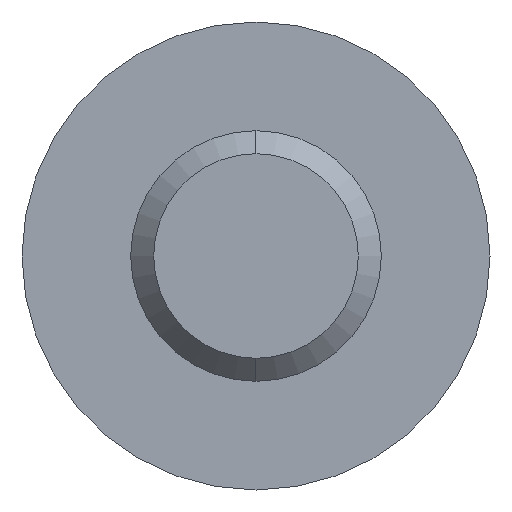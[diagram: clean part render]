
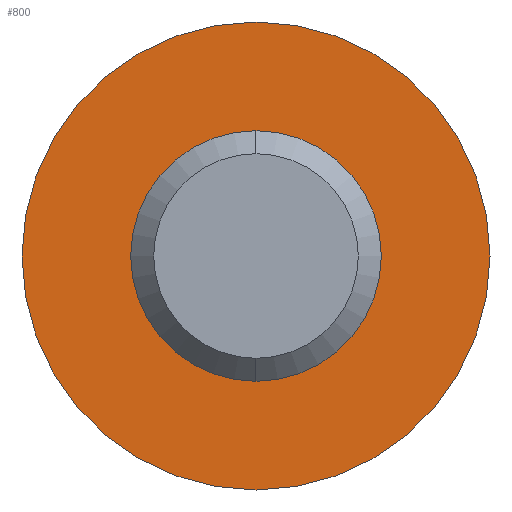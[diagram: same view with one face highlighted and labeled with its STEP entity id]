
A CAD part, left-side view. The second image highlights one B-rep face of the part: STEP entity #800.
In plain terms, the highlighted planar face has unit normal (-1, 0, 0).
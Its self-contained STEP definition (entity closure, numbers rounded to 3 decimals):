
#123=CARTESIAN_POINT('',(0.,-2.8,0.0));
#124=VERTEX_POINT('',#123);
#133=CARTESIAN_POINT('',(0.,2.8,0.));
#134=VERTEX_POINT('',#133);
#135=CARTESIAN_POINT('',(0.0,0.0,0.0));
#136=DIRECTION('',(1.0,0.0,0.0));
#137=DIRECTION('',(0.0,-1.0,0.0));
#138=AXIS2_PLACEMENT_3D('',#135,#136,#137);
#139=CIRCLE('',#138,2.8);
#140=EDGE_CURVE('',#124,#134,#139,.T.);
#692=CARTESIAN_POINT('',(0.0,0.0,0.0));
#693=DIRECTION('',(1.0,0.0,0.0));
#694=DIRECTION('',(0.0,-1.0,0.0));
#695=AXIS2_PLACEMENT_3D('',#692,#693,#694);
#696=CIRCLE('',#695,2.8);
#697=EDGE_CURVE('',#134,#124,#696,.T.);
#791=CARTESIAN_POINT('',(0.,-3.08,3.08));
#792=DIRECTION('',(-1.0,0.0,0.0));
#793=DIRECTION('',(0.0,0.0,-1.0));
#794=AXIS2_PLACEMENT_3D('',#791,#792,#793);
#795=PLANE('',#794);
#796=ORIENTED_EDGE('',*,*,#697,.F.);
#797=ORIENTED_EDGE('',*,*,#140,.F.);
#798=EDGE_LOOP('',(#796,#797));
#799=FACE_OUTER_BOUND('',#798,.T.);
#800=ADVANCED_FACE('',(#799),#795,.T.);
